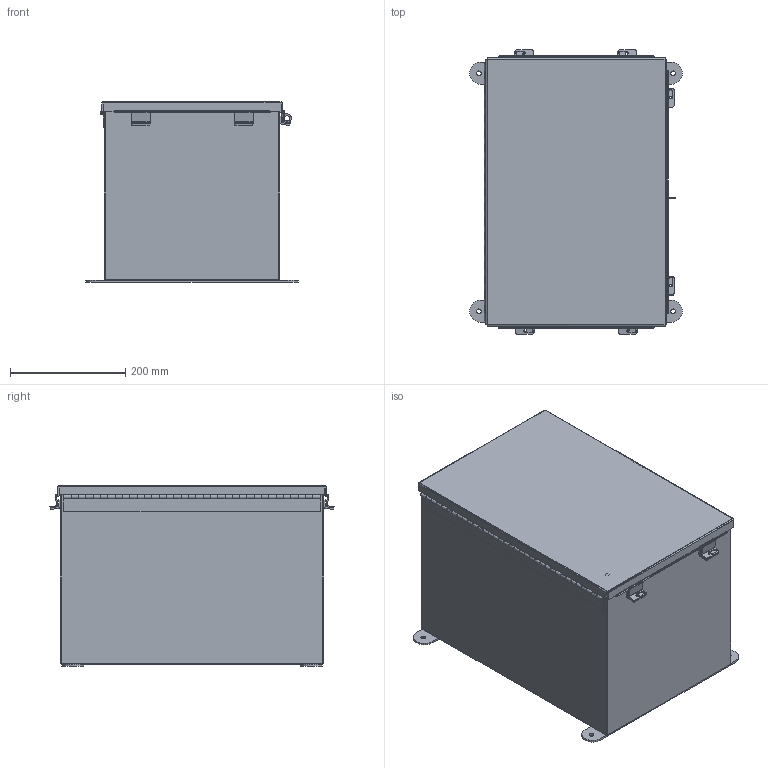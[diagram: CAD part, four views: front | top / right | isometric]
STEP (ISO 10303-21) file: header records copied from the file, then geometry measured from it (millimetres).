
FILE_DESCRIPTION (( 'STEP AP203' ), '1' );
FILE_NAME ('N121218SSCHTR.STEP', '2014-07-18T18:11:33', ( 'changeme' ), ( 'Microsoft' ), 'SwSTEP 2.0', 'SolidWorks 2013', '' );
FILE_SCHEMA (( 'CONFIG_CONTROL_DESIGN' ));
Length unit declared in the file: inch
Products named in the file (13): N121218SSCHTR JIC Enclosure Template; N121218SSCHTR HW-CD-S-25020-034; N121218SSCHTR Hinge Body Side; HW-CLH-JH-20154; N121218SSCHTR Hinge Cover Side JIC; N121218SSCHTR JIC Mounting Bracket; N121218SSCHTR _JIC Hinge; N121218SSCHTR; N121218SSCHTR JIC_Cover_Template; N121218SSCHTR JIC Cover Clamp; N121218SSCHTR JIC Clamp Bracket; N121218SSCHTR JIC Top; N121218SSCHTR JIC Bottom
Assembly tree (24 placements, depth 3):
  N121218SSCHTR
    N121218SSCHTR JIC Enclosure Template
    N121218SSCHTR _JIC Hinge
      N121218SSCHTR Hinge Body Side
      N121218SSCHTR Hinge Cover Side JIC
    N121218SSCHTR JIC_Cover_Template
    N121218SSCHTR JIC Clamp Bracket  x6
    N121218SSCHTR JIC Cover Clamp  x6
    N121218SSCHTR JIC Top
    N121218SSCHTR JIC Bottom
    N121218SSCHTR HW-CD-S-25020-034  x2
    HW-CLH-JH-20154
    N121218SSCHTR JIC Mounting Bracket  x2
Bounding box: 368.3 x 492.93 x 313.36 mm (x, y, z)
Volume: 1636971.3 mm3; surface area: 1709471.8 mm2
Topology: 23 solids, 23 shells, 836 faces, 2021 edges, 1233 vertices
Faces by surface type: plane 525, cylinder 291, bspline 8, torus 8, cone 4
Entity records: 19346 total; most frequent: CARTESIAN_POINT 3395, DIRECTION 3069, ORIENTED_EDGE 2920, EDGE_CURVE 1460, VECTOR 1023, AXIS2_PLACEMENT_3D 1023, LINE 1023, VERTEX_POINT 901
